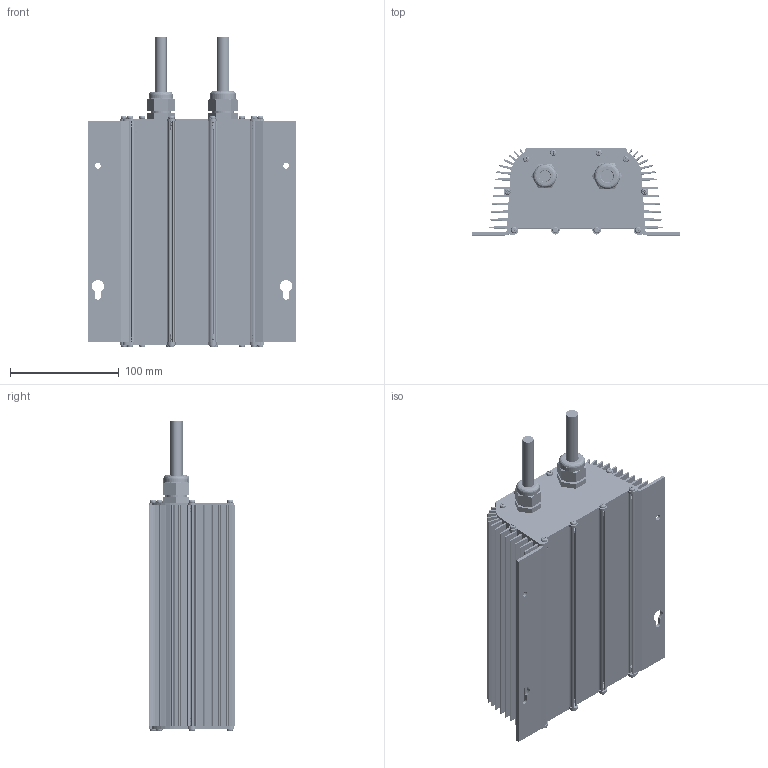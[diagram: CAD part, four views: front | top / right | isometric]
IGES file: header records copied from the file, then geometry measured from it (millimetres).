
Start section: SolidWorks IGES file using analytic representation for surfaces
Global section: file name: WP_CHASSIS.IGS; native system: SolidWorks 2014; preprocessor: SolidWorks 2014; author: Alan Lee; date: 150402.135710; units: millimetre
Bounding box: 190.5 x 80.01 x 285.46 mm (x, y, z)
Surface area: 380755.1 mm2 (no closed solid volume)
Topology: 0 solids, 0 shells, 1557 faces, 20332 edges, 20332 vertices
Faces by surface type: bspline 794, revolution 763
